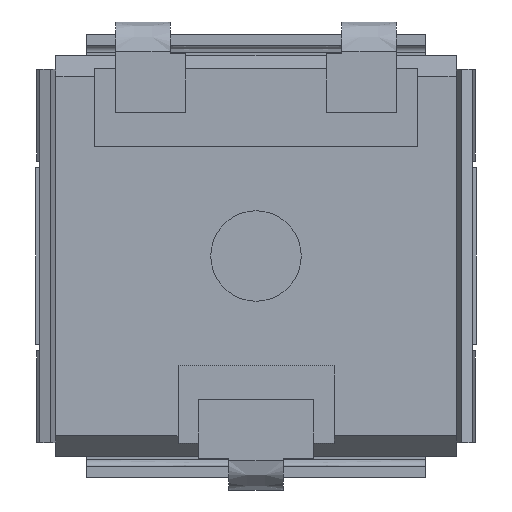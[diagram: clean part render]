
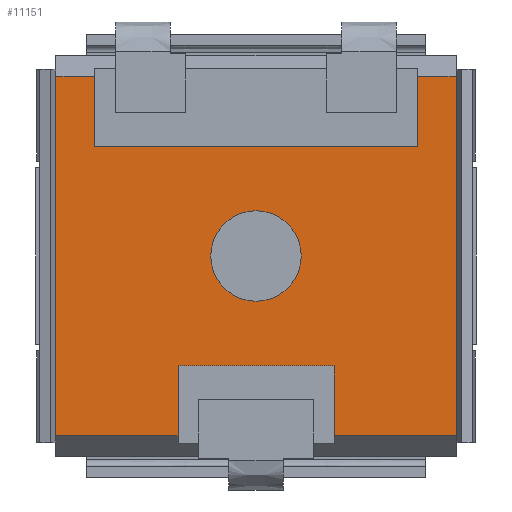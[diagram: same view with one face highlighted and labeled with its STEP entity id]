
A CAD part, front view. The second image highlights one B-rep face of the part: STEP entity #11151.
In plain terms, the highlighted free-form (B-spline) face has degree [1, 1] with [2, 2] control points.
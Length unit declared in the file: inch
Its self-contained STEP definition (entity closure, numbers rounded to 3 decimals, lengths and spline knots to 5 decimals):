
#3907=DIRECTION('',(1.,0.,0.));
#3908=VECTOR('',#3907,0.054);
#3909=CARTESIAN_POINT('',(-0.0885,0.,-0.07956));
#3910=LINE('',#3909,#3908);
#3914=DIRECTION('',(0.,0.,1.));
#3915=VECTOR('',#3914,0.15912);
#3916=CARTESIAN_POINT('',(-0.0885,0.,-0.07956));
#3917=LINE('',#3916,#3915);
#3921=DIRECTION('',(1.,0.,0.));
#3922=VECTOR('',#3921,0.017);
#3923=CARTESIAN_POINT('',(-0.0885,0.,0.07956));
#3924=LINE('',#3923,#3922);
#3928=DIRECTION('',(0.,0.,-1.));
#3929=VECTOR('',#3928,0.03096);
#3930=CARTESIAN_POINT('',(-0.0715,0.,0.07956));
#3931=LINE('',#3930,#3929);
#3935=DIRECTION('',(1.,0.,0.));
#3936=VECTOR('',#3935,0.143);
#3937=CARTESIAN_POINT('',(-0.0715,0.,0.0486));
#3938=LINE('',#3937,#3936);
#3942=DIRECTION('',(0.,0.,-1.));
#3943=VECTOR('',#3942,0.03096);
#3944=CARTESIAN_POINT('',(0.0715,0.,0.07956));
#3945=LINE('',#3944,#3943);
#3949=DIRECTION('',(1.,0.,0.));
#3950=VECTOR('',#3949,0.017);
#3951=CARTESIAN_POINT('',(0.0715,0.,0.07956));
#3952=LINE('',#3951,#3950);
#3956=DIRECTION('',(0.,0.,-1.));
#3957=VECTOR('',#3956,0.15912);
#3958=CARTESIAN_POINT('',(0.0885,0.,0.07956));
#3959=LINE('',#3958,#3957);
#3963=DIRECTION('',(1.,0.,0.));
#3964=VECTOR('',#3963,0.054);
#3965=CARTESIAN_POINT('',(0.0345,0.,-0.07956));
#3966=LINE('',#3965,#3964);
#3970=DIRECTION('',(0.,0.,1.));
#3971=VECTOR('',#3970,0.03096);
#3972=CARTESIAN_POINT('',(0.0345,0.,-0.07956));
#3973=LINE('',#3972,#3971);
#3977=DIRECTION('',(-1.,0.,0.));
#3978=VECTOR('',#3977,0.069);
#3979=CARTESIAN_POINT('',(0.0345,0.,-0.0486));
#3980=LINE('',#3979,#3978);
#3984=DIRECTION('',(0.,0.,1.));
#3985=VECTOR('',#3984,0.03096);
#3986=CARTESIAN_POINT('',(-0.0345,0.,-0.07956));
#3987=LINE('',#3986,#3985);
#3991=CARTESIAN_POINT('',(0.,0.,0.));
#3992=DIRECTION('',(0.,-1.,0.));
#3993=DIRECTION('',(-1.,0.,0.));
#3994=AXIS2_PLACEMENT_3D('',#3991,#3992,#3993);
#3999=CARTESIAN_POINT('',(0.,0.,0.));
#4000=DIRECTION('',(0.,-1.,0.));
#4001=DIRECTION('',(1.,0.,0.));
#4002=AXIS2_PLACEMENT_3D('',#3999,#4000,#4001);
#7073=CARTESIAN_POINT('',(0.0345,0.,-0.0486));
#7074=CARTESIAN_POINT('',(-0.0345,0.,-0.0486));
#7075=VERTEX_POINT('',#7073);
#7076=VERTEX_POINT('',#7074);
#7081=CARTESIAN_POINT('',(-0.0715,0.,0.0486));
#7082=CARTESIAN_POINT('',(0.0715,0.,0.0486));
#7083=VERTEX_POINT('',#7081);
#7084=VERTEX_POINT('',#7082);
#7085=CARTESIAN_POINT('',(-0.0885,0.,-0.07956));
#7086=CARTESIAN_POINT('',(-0.0345,0.,-0.07956));
#7087=VERTEX_POINT('',#7085);
#7088=VERTEX_POINT('',#7086);
#7089=CARTESIAN_POINT('',(0.0345,0.,-0.07956));
#7090=CARTESIAN_POINT('',(0.0885,0.,-0.07956));
#7091=VERTEX_POINT('',#7089);
#7092=VERTEX_POINT('',#7090);
#7093=CARTESIAN_POINT('',(-0.0885,0.,0.07956));
#7094=CARTESIAN_POINT('',(-0.0715,0.,0.07956));
#7095=VERTEX_POINT('',#7093);
#7096=VERTEX_POINT('',#7094);
#7097=CARTESIAN_POINT('',(0.0715,0.,0.07956));
#7098=CARTESIAN_POINT('',(0.0885,0.,0.07956));
#7099=VERTEX_POINT('',#7097);
#7100=VERTEX_POINT('',#7098);
#7129=CARTESIAN_POINT('',(-0.02,0.,0.));
#7130=CARTESIAN_POINT('',(0.02,0.,0.));
#7131=VERTEX_POINT('',#7129);
#7132=VERTEX_POINT('',#7130);
#11119=CARTESIAN_POINT('',(-0.09204,0.,0.08274));
#11120=CARTESIAN_POINT('',(-0.09204,0.,-0.08274));
#11121=CARTESIAN_POINT('',(0.09204,0.,0.08274));
#11122=CARTESIAN_POINT('',(0.09204,0.,-0.08274));
#11123=B_SPLINE_SURFACE_WITH_KNOTS('',1,1,((#11119,#11120),(#11121,#11122)),
.UNSPECIFIED.,.F.,.F.,.F.,(2,2),(2,2),(-0.09204,0.09204),(-0.08274,
0.08274),.UNSPECIFIED.);
#11124=ORIENTED_EDGE('',*,*,#11099,.F.);
#11125=ORIENTED_EDGE('',*,*,#9551,.T.);
#11127=ORIENTED_EDGE('',*,*,#11126,.T.);
#11129=ORIENTED_EDGE('',*,*,#11128,.T.);
#11131=ORIENTED_EDGE('',*,*,#11130,.T.);
#11133=ORIENTED_EDGE('',*,*,#11132,.F.);
#11135=ORIENTED_EDGE('',*,*,#11134,.T.);
#11136=ORIENTED_EDGE('',*,*,#9969,.T.);
#11137=ORIENTED_EDGE('',*,*,#11094,.F.);
#11139=ORIENTED_EDGE('',*,*,#11138,.T.);
#11141=ORIENTED_EDGE('',*,*,#11140,.T.);
#11142=ORIENTED_EDGE('',*,*,#11110,.F.);
#11143=EDGE_LOOP('',(#11124,#11125,#11127,#11129,#11131,#11133,#11135,#11136,
#11137,#11139,#11141,#11142));
#11144=FACE_OUTER_BOUND('',#11143,.F.);
#11146=ORIENTED_EDGE('',*,*,#11145,.T.);
#11148=ORIENTED_EDGE('',*,*,#11147,.T.);
#11149=EDGE_LOOP('',(#11146,#11148));
#11150=FACE_BOUND('',#11149,.F.);
#11151=ADVANCED_FACE('',(#11144,#11150),#11123,.F.);
#3995=CIRCLE('',#3994,0.02);
#4003=CIRCLE('',#4002,0.02);
#9551=EDGE_CURVE('',#7087,#7095,#3917,.T.);
#9969=EDGE_CURVE('',#7100,#7092,#3959,.T.);
#11094=EDGE_CURVE('',#7091,#7092,#3966,.T.);
#11099=EDGE_CURVE('',#7087,#7088,#3910,.T.);
#11110=EDGE_CURVE('',#7088,#7076,#3987,.T.);
#11126=EDGE_CURVE('',#7095,#7096,#3924,.T.);
#11128=EDGE_CURVE('',#7096,#7083,#3931,.T.);
#11130=EDGE_CURVE('',#7083,#7084,#3938,.T.);
#11132=EDGE_CURVE('',#7099,#7084,#3945,.T.);
#11134=EDGE_CURVE('',#7099,#7100,#3952,.T.);
#11138=EDGE_CURVE('',#7091,#7075,#3973,.T.);
#11140=EDGE_CURVE('',#7075,#7076,#3980,.T.);
#11145=EDGE_CURVE('',#7131,#7132,#3995,.T.);
#11147=EDGE_CURVE('',#7132,#7131,#4003,.T.);
